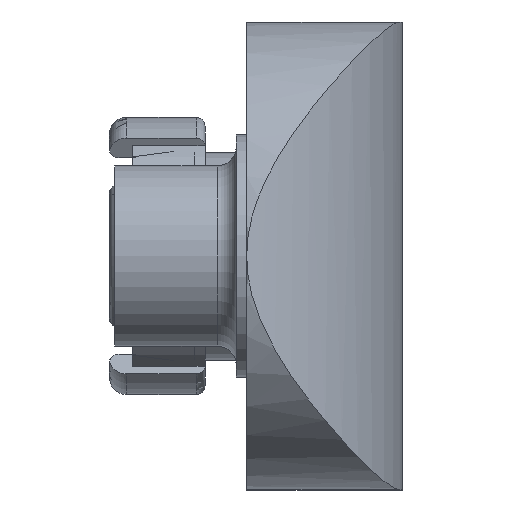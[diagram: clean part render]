
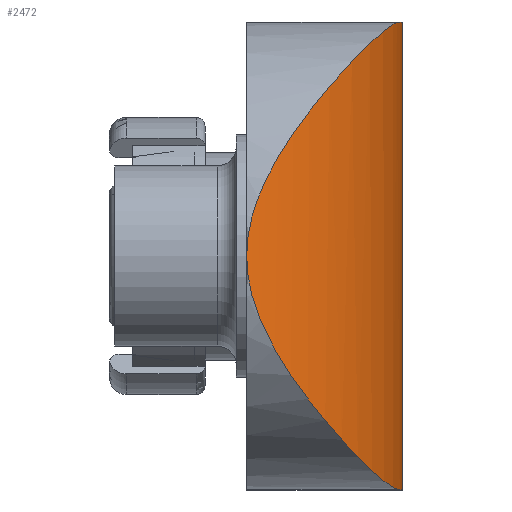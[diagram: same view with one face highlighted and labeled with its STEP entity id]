
A CAD part, left-side view. The second image highlights one B-rep face of the part: STEP entity #2472.
In plain terms, the highlighted cylindrical face has radius 9.45 mm (diameter 18.901 mm), a partial arc.
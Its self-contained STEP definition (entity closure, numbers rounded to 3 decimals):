
#60 = ORIENTED_EDGE ( 'NONE', *, *, #3037, .F. ) ;
#152 = CARTESIAN_POINT ( 'NONE',  ( -5.15, 9.45, 6.75 ) ) ;
#169 = CARTESIAN_POINT ( 'NONE',  ( -11.922, 2.856, 3.958 ) ) ;
#197 = CARTESIAN_POINT ( 'NONE',  ( -9.556, 1.078, 6.009 ) ) ;
#219 = CARTESIAN_POINT ( 'NONE',  ( -12.271, 3.228, -3.443 ) ) ;
#222 = CARTESIAN_POINT ( 'NONE',  ( -6.45, 0.09, 6.75 ) ) ;
#341 = CARTESIAN_POINT ( 'NONE',  ( -5.15, 0., -7.25 ) ) ;
#354 = DIRECTION ( 'NONE',  ( 0., 0., 1. ) ) ;
#369 = EDGE_CURVE ( 'NONE', #3445, #2403, #2228, .T. ) ;
#408 = EDGE_LOOP ( 'NONE', ( #2703, #1342, #3095, #789, #60 ) ) ;
#430 = CARTESIAN_POINT ( 'NONE',  ( -6.45, 0.09, -6.75 ) ) ;
#440 = CARTESIAN_POINT ( 'NONE',  ( -12.271, 3.228, 3.442 ) ) ;
#462 = AXIS2_PLACEMENT_3D ( 'NONE', #152, #2216, #3403 ) ;
#476 = CARTESIAN_POINT ( 'NONE',  ( -11.797, 2.73, 4.125 ) ) ;
#497 = CARTESIAN_POINT ( 'NONE',  ( -10.961, 1.988, -5.039 ) ) ;
#749 = CARTESIAN_POINT ( 'NONE',  ( -9.557, 1.078, -6.009 ) ) ;
#757 = CARTESIAN_POINT ( 'NONE',  ( -6.934, 0.157, 6.75 ) ) ;
#764 = DIRECTION ( 'NONE',  ( 0., 0., 1. ) ) ;
#765 = CARTESIAN_POINT ( 'NONE',  ( -8.305, 0.53, -6.507 ) ) ;
#784 = CARTESIAN_POINT ( 'NONE',  ( -13.2, 4.5, -0.24 ) ) ;
#789 = ORIENTED_EDGE ( 'NONE', *, *, #3719, .F. ) ;
#797 = CARTESIAN_POINT ( 'NONE',  ( -12.805, 3.907, -2.286 ) ) ;
#1044 = VERTEX_POINT ( 'NONE', #430 ) ;
#1057 = CARTESIAN_POINT ( 'NONE',  ( -12.953, 4.117, 1.866 ) ) ;
#1059 = AXIS2_PLACEMENT_3D ( 'NONE', #2509, #764, #3380 ) ;
#1082 = CARTESIAN_POINT ( 'NONE',  ( -13.001, 4.19, -1.642 ) ) ;
#1145 = EDGE_CURVE ( 'NONE', #1044, #2403, #2214, .T. ) ;
#1168 = VERTEX_POINT ( 'NONE', #1637 ) ;
#1239 = AXIS2_PLACEMENT_3D ( 'NONE', #2937, #354, #3239 ) ;
#1319 = CARTESIAN_POINT ( 'NONE',  ( -13.2, 4.5, 0.24 ) ) ;
#1333 = CARTESIAN_POINT ( 'NONE',  ( -13.2, 4.5, 0. ) ) ;
#1342 = ORIENTED_EDGE ( 'NONE', *, *, #369, .F. ) ;
#1356 = CARTESIAN_POINT ( 'NONE',  ( -10.642, 1.748, -5.308 ) ) ;
#1364 = CARTESIAN_POINT ( 'NONE',  ( -8.949, 0.794, 6.274 ) ) ;
#1407 = VERTEX_POINT ( 'NONE', #1771 ) ;
#1468 = CIRCLE ( 'NONE', #462, 9.45 ) ;
#1539 = FACE_OUTER_BOUND ( 'NONE', #408, .T. ) ;
#1609 = CARTESIAN_POINT ( 'NONE',  ( -7.401, 0.26, -6.699 ) ) ;
#1616 = CARTESIAN_POINT ( 'NONE',  ( -13.136, 4.397, 0.961 ) ) ;
#1633 = CARTESIAN_POINT ( 'NONE',  ( -13.098, 4.337, 1.192 ) ) ;
#1637 = CARTESIAN_POINT ( 'NONE',  ( -13.2, 4.5, 0. ) ) ;
#1649 = CARTESIAN_POINT ( 'NONE',  ( -11.396, 2.356, 4.598 ) ) ;
#1657 = CARTESIAN_POINT ( 'NONE',  ( -12.728, 3.802, -2.489 ) ) ;
#1663 = CARTESIAN_POINT ( 'NONE',  ( -8.081, 0.463, 6.554 ) ) ;
#1715 = EDGE_CURVE ( 'NONE', #1407, #3445, #1468, .T. ) ;
#1771 = CARTESIAN_POINT ( 'NONE',  ( -6.45, 0.09, 6.75 ) ) ;
#1926 = CARTESIAN_POINT ( 'NONE',  ( -9.937, 1.291, -5.795 ) ) ;
#1932 = CARTESIAN_POINT ( 'NONE',  ( -12.473, 3.47, 3.078 ) ) ;
#1948 = CARTESIAN_POINT ( 'NONE',  ( -12.813, 3.913, 2.292 ) ) ;
#1956 = CARTESIAN_POINT ( 'NONE',  ( -13.098, 4.337, -1.192 ) ) ;
#2153 = DIRECTION ( 'NONE',  ( 0., 0., -1. ) ) ;
#2186 = CARTESIAN_POINT ( 'NONE',  ( -6.934, 0.157, -6.75 ) ) ;
#2214 = CIRCLE ( 'NONE', #1059, 9.45 ) ;
#2216 = DIRECTION ( 'NONE',  ( 0., 0., 1. ) ) ;
#2228 = LINE ( 'NONE', #341, #3751 ) ;
#2233 = CYLINDRICAL_SURFACE ( 'NONE', #1239, 9.45 ) ;
#2235 = CARTESIAN_POINT ( 'NONE',  ( -10.641, 1.747, 5.309 ) ) ;
#2282 = B_SPLINE_CURVE_WITH_KNOTS ( 'NONE', 3,
 ( #1333, #1319, #2797, #1616, #1633, #1057, #1948, #1932, #440, #169, #476, #3357, #1649, #3092, #2235, #3070, #197, #1364, #3673, #2487, #1663, #2766, #757, #222 ),
 .UNSPECIFIED., .F., .F.,
 ( 4, 2, 2, 2, 2, 2, 2, 2, 2, 2, 2, 4 ),
 ( 0.012, 0.012, 0.013, 0.014, 0.016, 0.017, 0.017, 0.019, 0.02, 0.021, 0.022, 0.023 ),
 .UNSPECIFIED. ) ;
#2403 = VERTEX_POINT ( 'NONE', #3621 ) ;
#2468 = CARTESIAN_POINT ( 'NONE',  ( -6.45, 0.09, -6.75 ) ) ;
#2472 = ADVANCED_FACE ( 'NONE', ( #1539 ), #2233, .T. ) ;
#2487 = CARTESIAN_POINT ( 'NONE',  ( -8.305, 0.539, 6.494 ) ) ;
#2509 = CARTESIAN_POINT ( 'NONE',  ( -5.15, 9.45, -6.75 ) ) ;
#2530 = CARTESIAN_POINT ( 'NONE',  ( -11.541, 2.478, -4.452 ) ) ;
#2548 = CARTESIAN_POINT ( 'NONE',  ( -13.136, 4.397, -0.96 ) ) ;
#2703 = ORIENTED_EDGE ( 'NONE', *, *, #1145, .T. ) ;
#2766 = CARTESIAN_POINT ( 'NONE',  ( -7.401, 0.26, 6.699 ) ) ;
#2797 = CARTESIAN_POINT ( 'NONE',  ( -13.187, 4.479, 0.481 ) ) ;
#2833 = CARTESIAN_POINT ( 'NONE',  ( -13.187, 4.479, -0.481 ) ) ;
#2847 = B_SPLINE_CURVE_WITH_KNOTS ( 'NONE', 3,
 ( #2468, #2186, #1609, #765, #3062, #749, #1926, #1356, #497, #2530, #3118, #219, #3417, #1657, #797, #3713, #1082, #1956, #2548, #2833, #784, #3131 ),
 .UNSPECIFIED., .F., .F.,
 ( 4, 2, 2, 2, 2, 2, 2, 2, 2, 2, 4 ),
 ( 0., 0.001, 0.003, 0.004, 0.006, 0.007, 0.009, 0.009, 0.01, 0.011, 0.012 ),
 .UNSPECIFIED. ) ;
#2937 = CARTESIAN_POINT ( 'NONE',  ( -5.15, 9.45, -7.25 ) ) ;
#3037 = EDGE_CURVE ( 'NONE', #1044, #1168, #2847, .T. ) ;
#3062 = CARTESIAN_POINT ( 'NONE',  ( -8.744, 0.699, -6.364 ) ) ;
#3070 = CARTESIAN_POINT ( 'NONE',  ( -9.935, 1.29, 5.797 ) ) ;
#3092 = CARTESIAN_POINT ( 'NONE',  ( -10.96, 1.987, 5.039 ) ) ;
#3095 = ORIENTED_EDGE ( 'NONE', *, *, #1715, .F. ) ;
#3118 = CARTESIAN_POINT ( 'NONE',  ( -11.803, 2.73, -4.133 ) ) ;
#3131 = CARTESIAN_POINT ( 'NONE',  ( -13.2, 4.5, 0. ) ) ;
#3202 = CARTESIAN_POINT ( 'NONE',  ( -5.15, 0., 6.75 ) ) ;
#3239 = DIRECTION ( 'NONE',  ( 1., 0., 0. ) ) ;
#3357 = CARTESIAN_POINT ( 'NONE',  ( -11.534, 2.48, 4.445 ) ) ;
#3380 = DIRECTION ( 'NONE',  ( -1., 0., 0. ) ) ;
#3403 = DIRECTION ( 'NONE',  ( -1., 0., 0. ) ) ;
#3417 = CARTESIAN_POINT ( 'NONE',  ( -12.472, 3.47, -3.078 ) ) ;
#3445 = VERTEX_POINT ( 'NONE', #3202 ) ;
#3621 = CARTESIAN_POINT ( 'NONE',  ( -5.15, 0., -6.75 ) ) ;
#3673 = CARTESIAN_POINT ( 'NONE',  ( -8.739, 0.705, 6.354 ) ) ;
#3713 = CARTESIAN_POINT ( 'NONE',  ( -12.942, 4.102, -1.861 ) ) ;
#3719 = EDGE_CURVE ( 'NONE', #1168, #1407, #2282, .T. ) ;
#3751 = VECTOR ( 'NONE', #2153, 1000. ) ;
